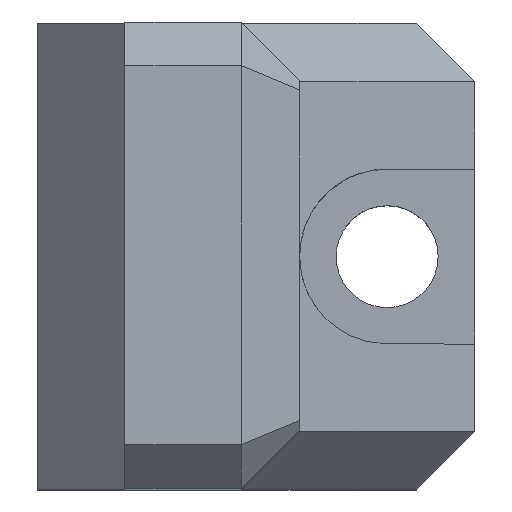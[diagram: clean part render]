
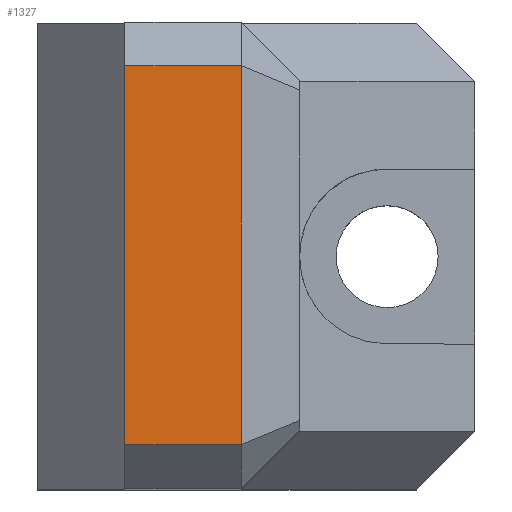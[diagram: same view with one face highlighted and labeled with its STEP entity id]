
A CAD part, top view. The second image highlights one B-rep face of the part: STEP entity #1327.
In plain terms, the highlighted planar face has unit normal (0, 0, 1).
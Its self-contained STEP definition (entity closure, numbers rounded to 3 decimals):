
#87=PLANE('',#1420);
#158=FACE_OUTER_BOUND('',#234,.T.);
#234=EDGE_LOOP('',(#1224,#1225,#1226,#1227));
#353=LINE('',#2247,#495);
#369=LINE('',#2279,#511);
#377=LINE('',#2293,#519);
#378=LINE('',#2295,#520);
#495=VECTOR('',#1653,10.);
#511=VECTOR('',#1683,10.);
#519=VECTOR('',#1697,10.);
#520=VECTOR('',#1700,10.);
#661=VERTEX_POINT('',#2237);
#663=VERTEX_POINT('',#2246);
#671=VERTEX_POINT('',#2276);
#672=VERTEX_POINT('',#2278);
#839=EDGE_CURVE('',#663,#661,#353,.T.);
#855=EDGE_CURVE('',#672,#671,#369,.T.);
#863=EDGE_CURVE('',#672,#663,#377,.T.);
#864=EDGE_CURVE('',#661,#671,#378,.T.);
#1224=ORIENTED_EDGE('',*,*,#839,.F.);
#1225=ORIENTED_EDGE('',*,*,#863,.F.);
#1226=ORIENTED_EDGE('',*,*,#855,.T.);
#1227=ORIENTED_EDGE('',*,*,#864,.F.);
#1327=ADVANCED_FACE('',(#158),#87,.T.);
#1420=AXIS2_PLACEMENT_3D('',#2296,#1701,#1702);
#1653=DIRECTION('',(0.,-1.,0.));
#1683=DIRECTION('',(0.,-1.,0.));
#1697=DIRECTION('',(1.,0.,0.));
#1700=DIRECTION('',(-1.,0.,0.));
#1701=DIRECTION('center_axis',(0.,0.,1.));
#1702=DIRECTION('ref_axis',(1.,0.,0.));
#2237=CARTESIAN_POINT('',(-2.,-6.5,35.));
#2246=CARTESIAN_POINT('',(-2.,6.5,35.));
#2247=CARTESIAN_POINT('',(-2.,0.,35.));
#2276=CARTESIAN_POINT('',(-6.,-6.5,35.));
#2278=CARTESIAN_POINT('',(-6.,6.5,35.));
#2279=CARTESIAN_POINT('',(-6.,8.,35.));
#2293=CARTESIAN_POINT('',(3.,6.5,35.));
#2295=CARTESIAN_POINT('',(-3.,-6.5,35.));
#2296=CARTESIAN_POINT('Origin',(0.,0.,
35.));
